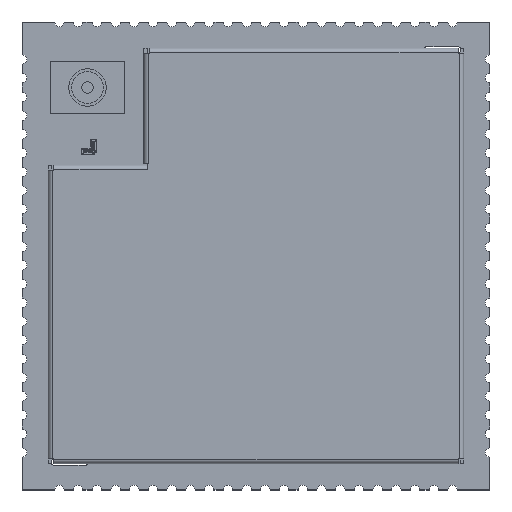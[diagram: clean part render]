
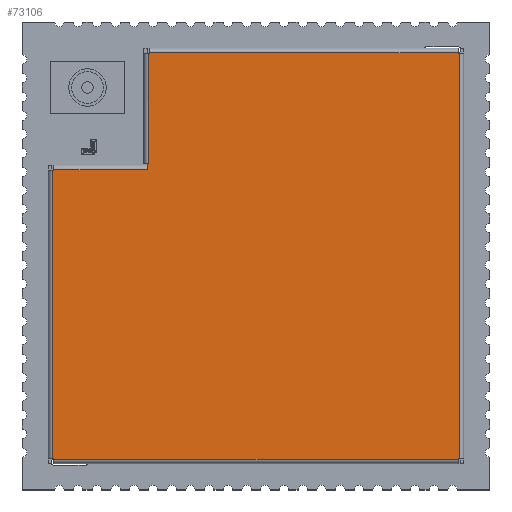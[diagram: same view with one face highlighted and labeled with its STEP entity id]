
A CAD part, top view. The second image highlights one B-rep face of the part: STEP entity #73106.
In plain terms, the highlighted face is planar.
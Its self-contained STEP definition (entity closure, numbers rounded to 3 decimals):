
#71707=CARTESIAN_POINT('',(-16.75,2.5,-15.95));
#71708=CARTESIAN_POINT('',(-16.759,2.5,-15.95));
#71709=CARTESIAN_POINT('',(-16.776,2.501,-15.95));
#71710=CARTESIAN_POINT('',(-16.792,2.497,-15.95));
#71711=CARTESIAN_POINT('',(-16.8,2.497,-15.95));
#71716=DIRECTION('',(0.,0.,1.));
#71717=VECTOR('',#71716,5.886);
#71718=CARTESIAN_POINT('',(-16.75,2.5,-21.836));
#71719=LINE('',#71718,#71717);
#71723=DIRECTION('',(1.,0.,0.));
#71724=VECTOR('',#71723,0.05);
#71725=CARTESIAN_POINT('',(-16.75,2.5,-21.836));
#71726=LINE('',#71725,#71724);
#71730=DIRECTION('',(-1.,0.,0.));
#71731=VECTOR('',#71730,16.5);
#71732=CARTESIAN_POINT('',(-0.2,2.5,-21.85));
#71733=LINE('',#71732,#71731);
#71737=DIRECTION('',(-1.,0.,0.));
#71738=VECTOR('',#71737,0.05);
#71739=CARTESIAN_POINT('',(-0.15,2.5,-21.836));
#71740=LINE('',#71739,#71738);
#71744=DIRECTION('',(0.,0.,-1.));
#71745=VECTOR('',#71744,21.672);
#71746=CARTESIAN_POINT('',(-0.15,2.5,-0.164));
#71747=LINE('',#71746,#71745);
#71751=DIRECTION('',(-1.,0.,0.));
#71752=VECTOR('',#71751,0.05);
#71753=CARTESIAN_POINT('',(-0.15,2.5,-0.164));
#71754=LINE('',#71753,#71752);
#71758=DIRECTION('',(1.,0.,0.));
#71759=VECTOR('',#71758,21.6);
#71760=CARTESIAN_POINT('',(-21.8,2.5,-0.15));
#71761=LINE('',#71760,#71759);
#71765=DIRECTION('',(1.,0.,0.));
#71766=VECTOR('',#71765,0.05);
#71767=CARTESIAN_POINT('',(-21.85,2.5,-0.164));
#71768=LINE('',#71767,#71766);
#71772=DIRECTION('',(0.,0.,1.));
#71773=VECTOR('',#71772,15.422);
#71774=CARTESIAN_POINT('',(-21.85,2.5,-15.586));
#71775=LINE('',#71774,#71773);
#71779=DIRECTION('',(1.,0.,0.));
#71780=VECTOR('',#71779,0.05);
#71781=CARTESIAN_POINT('',(-21.85,2.5,-15.586));
#71782=LINE('',#71781,#71780);
#71786=DIRECTION('',(1.,0.,0.));
#71787=VECTOR('',#71786,5.);
#71788=CARTESIAN_POINT('',(-21.8,2.5,-15.6));
#71789=LINE('',#71788,#71787);
#72001=DIRECTION('',(0.,0.,-1.));
#72002=VECTOR('',#72001,0.014);
#72003=CARTESIAN_POINT('',(-0.2,2.5,-21.836));
#72004=LINE('',#72003,#72002);
#72344=DIRECTION('',(0.,0.007,1.));
#72345=VECTOR('',#72344,0.35);
#72346=CARTESIAN_POINT('',(-16.8,2.497,-15.95));
#72347=LINE('',#72346,#72345);
#72457=DIRECTION('',(0.,0.,1.));
#72458=VECTOR('',#72457,0.014);
#72459=CARTESIAN_POINT('',(-21.8,2.5,-15.6));
#72460=LINE('',#72459,#72458);
#72486=DIRECTION('',(0.,0.,1.));
#72487=VECTOR('',#72486,0.014);
#72488=CARTESIAN_POINT('',(-21.8,2.5,-0.164));
#72489=LINE('',#72488,#72487);
#72567=DIRECTION('',(0.,0.,-1.));
#72568=VECTOR('',#72567,0.014);
#72569=CARTESIAN_POINT('',(-0.2,2.5,-0.15));
#72570=LINE('',#72569,#72568);
#72597=DIRECTION('',(0.,0.,1.));
#72598=VECTOR('',#72597,0.014);
#72599=CARTESIAN_POINT('',(-16.7,2.5,-21.85));
#72600=LINE('',#72599,#72598);
#72741=CARTESIAN_POINT('',(-21.8,2.5,-15.586));
#72742=VERTEX_POINT('',#72741);
#72743=CARTESIAN_POINT('',(-16.7,2.5,-21.836));
#72744=VERTEX_POINT('',#72743);
#72745=CARTESIAN_POINT('',(-0.2,2.5,-21.836));
#72746=VERTEX_POINT('',#72745);
#72747=CARTESIAN_POINT('',(-0.2,2.5,-0.164));
#72748=VERTEX_POINT('',#72747);
#72749=CARTESIAN_POINT('',(-21.8,2.5,-0.164));
#72750=VERTEX_POINT('',#72749);
#72751=VERTEX_POINT('',#71707);
#72752=VERTEX_POINT('',#71711);
#72757=CARTESIAN_POINT('',(-16.75,2.5,-21.836));
#72758=VERTEX_POINT('',#72757);
#72759=CARTESIAN_POINT('',(-21.85,2.5,-0.164));
#72761=VERTEX_POINT('',#72759);
#72765=CARTESIAN_POINT('',(-21.85,2.5,-15.586));
#72766=VERTEX_POINT('',#72765);
#72767=CARTESIAN_POINT('',(-0.2,2.5,-0.15));
#72769=VERTEX_POINT('',#72767);
#72773=CARTESIAN_POINT('',(-21.8,2.5,-0.15));
#72774=VERTEX_POINT('',#72773);
#72775=CARTESIAN_POINT('',(-0.15,2.5,-21.836));
#72777=VERTEX_POINT('',#72775);
#72781=CARTESIAN_POINT('',(-0.15,2.5,-0.164));
#72782=VERTEX_POINT('',#72781);
#72783=CARTESIAN_POINT('',(-16.7,2.5,-21.85));
#72785=VERTEX_POINT('',#72783);
#72789=CARTESIAN_POINT('',(-0.2,2.5,-21.85));
#72790=VERTEX_POINT('',#72789);
#72797=CARTESIAN_POINT('',(-21.8,2.5,-15.6));
#72798=CARTESIAN_POINT('',(-16.8,2.5,-15.6));
#72799=VERTEX_POINT('',#72797);
#72800=VERTEX_POINT('',#72798);
#73065=CARTESIAN_POINT('',(0.,2.5,0.));
#73066=DIRECTION('',(0.,1.,0.));
#73067=DIRECTION('',(1.,0.,0.));
#73068=AXIS2_PLACEMENT_3D('',#73065,#73066,#73067);
#73069=PLANE('',#73068);
#73070=ORIENTED_EDGE('',*,*,#73053,.F.);
#73071=ORIENTED_EDGE('',*,*,#73060,.F.);
#73073=ORIENTED_EDGE('',*,*,#73072,.T.);
#73075=ORIENTED_EDGE('',*,*,#73074,.F.);
#73077=ORIENTED_EDGE('',*,*,#73076,.F.);
#73079=ORIENTED_EDGE('',*,*,#73078,.F.);
#73081=ORIENTED_EDGE('',*,*,#73080,.F.);
#73083=ORIENTED_EDGE('',*,*,#73082,.F.);
#73085=ORIENTED_EDGE('',*,*,#73084,.T.);
#73087=ORIENTED_EDGE('',*,*,#73086,.F.);
#73089=ORIENTED_EDGE('',*,*,#73088,.F.);
#73091=ORIENTED_EDGE('',*,*,#73090,.F.);
#73093=ORIENTED_EDGE('',*,*,#73092,.F.);
#73095=ORIENTED_EDGE('',*,*,#73094,.F.);
#73097=ORIENTED_EDGE('',*,*,#73096,.T.);
#73099=ORIENTED_EDGE('',*,*,#73098,.F.);
#73101=ORIENTED_EDGE('',*,*,#73100,.T.);
#73103=ORIENTED_EDGE('',*,*,#73102,.F.);
#73104=EDGE_LOOP('',(#73070,#73071,#73073,#73075,#73077,#73079,#73081,#73083,
#73085,#73087,#73089,#73091,#73093,#73095,#73097,#73099,#73101,#73103));
#73105=FACE_OUTER_BOUND('',#73104,.F.);
#73106=ADVANCED_FACE('',(#73105),#73069,.T.);
#71712=B_SPLINE_CURVE_WITH_KNOTS('',3,(#71707,#71708,#71709,#71710,#71711),
.UNSPECIFIED.,.F.,.F.,(4,1,4),(0.,0.5,1.),.UNSPECIFIED.);
#73053=EDGE_CURVE('',#72751,#72752,#71712,.T.);
#73060=EDGE_CURVE('',#72758,#72751,#71719,.T.);
#73072=EDGE_CURVE('',#72758,#72744,#71726,.T.);
#73074=EDGE_CURVE('',#72785,#72744,#72600,.T.);
#73076=EDGE_CURVE('',#72790,#72785,#71733,.T.);
#73078=EDGE_CURVE('',#72746,#72790,#72004,.T.);
#73080=EDGE_CURVE('',#72777,#72746,#71740,.T.);
#73082=EDGE_CURVE('',#72782,#72777,#71747,.T.);
#73084=EDGE_CURVE('',#72782,#72748,#71754,.T.);
#73086=EDGE_CURVE('',#72769,#72748,#72570,.T.);
#73088=EDGE_CURVE('',#72774,#72769,#71761,.T.);
#73090=EDGE_CURVE('',#72750,#72774,#72489,.T.);
#73092=EDGE_CURVE('',#72761,#72750,#71768,.T.);
#73094=EDGE_CURVE('',#72766,#72761,#71775,.T.);
#73096=EDGE_CURVE('',#72766,#72742,#71782,.T.);
#73098=EDGE_CURVE('',#72799,#72742,#72460,.T.);
#73100=EDGE_CURVE('',#72799,#72800,#71789,.T.);
#73102=EDGE_CURVE('',#72752,#72800,#72347,.T.);
